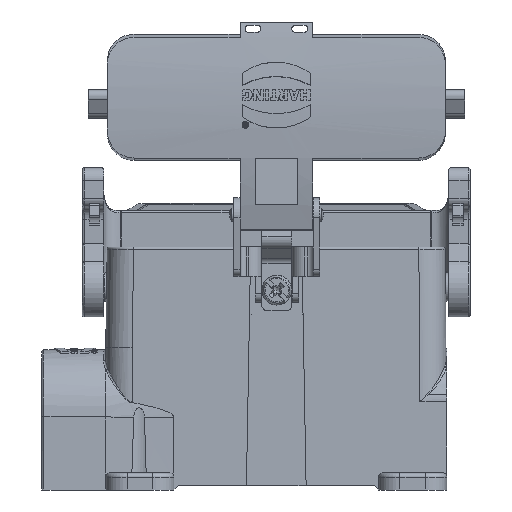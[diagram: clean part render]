
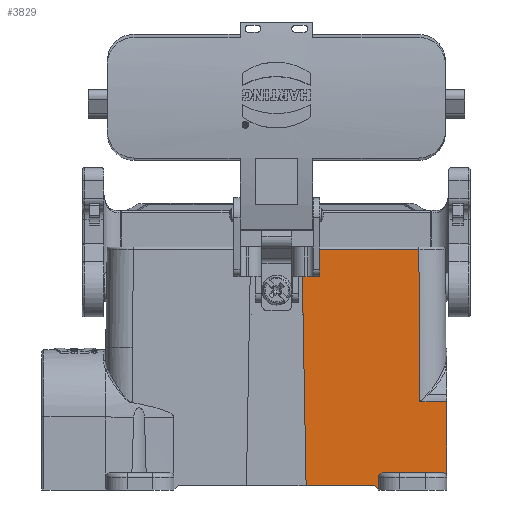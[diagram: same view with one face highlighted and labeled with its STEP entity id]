
A CAD part, front view. The second image highlights one B-rep face of the part: STEP entity #3829.
In plain terms, the highlighted planar face has unit normal (0, -1, 0.007).
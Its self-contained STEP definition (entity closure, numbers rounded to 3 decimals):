
#2630=CARTESIAN_POINT('',(24.,-15.454,-44.85));
#2631=VERTEX_POINT('',#2630);
#2638=CARTESIAN_POINT('',(24.,-15.475,-47.85));
#2639=VERTEX_POINT('',#2638);
#2640=CARTESIAN_POINT('',(24.,-15.454,-44.85));
#2641=DIRECTION('',(0.0,-0.007,-1.));
#2642=VECTOR('',#2641,3.);
#2643=LINE('',#2640,#2642);
#2644=EDGE_CURVE('',#2631,#2639,#2643,.T.);
#3741=CARTESIAN_POINT('',(40.0,-15.475,-47.85));
#3742=DIRECTION('',(0.0,-1.,0.007));
#3743=DIRECTION('',(0.0,-0.007,-1.));
#3744=AXIS2_PLACEMENT_3D('',#3741,#3742,#3743);
#3745=PLANE('',#3744);
#3746=CARTESIAN_POINT('',(40.0,-15.33,-27.134));
#3747=VERTEX_POINT('',#3746);
#3748=CARTESIAN_POINT('',(40.0,-15.454,-44.85));
#3749=VERTEX_POINT('',#3748);
#3750=CARTESIAN_POINT('',(40.0,-15.33,-27.134));
#3751=DIRECTION('',(0.0,-0.007,-1.));
#3752=VECTOR('',#3751,17.717);
#3753=LINE('',#3750,#3752);
#3754=EDGE_CURVE('',#3747,#3749,#3753,.T.);
#3755=ORIENTED_EDGE('',*,*,#3754,.F.);
#3756=CARTESIAN_POINT('',(33.673,-15.33,-27.134));
#3757=VERTEX_POINT('',#3756);
#3758=CARTESIAN_POINT('',(40.0,-15.33,-27.134));
#3759=DIRECTION('',(-1.0,0.0,0.0));
#3760=VECTOR('',#3759,6.327);
#3761=LINE('',#3758,#3760);
#3762=EDGE_CURVE('',#3747,#3757,#3761,.T.);
#3763=ORIENTED_EDGE('',*,*,#3762,.T.);
#3764=CARTESIAN_POINT('',(33.453,-15.078,8.654));
#3765=VERTEX_POINT('',#3764);
#3766=CARTESIAN_POINT('',(33.673,-15.33,-27.134));
#3767=DIRECTION('',(-0.006,0.007,1.));
#3768=VECTOR('',#3767,35.789);
#3769=LINE('',#3766,#3768);
#3770=EDGE_CURVE('',#3757,#3765,#3769,.T.);
#3771=ORIENTED_EDGE('',*,*,#3770,.T.);
#3772=CARTESIAN_POINT('',(6.009,-15.078,8.654));
#3773=VERTEX_POINT('',#3772);
#3774=CARTESIAN_POINT('',(33.453,-15.078,8.654));
#3775=DIRECTION('',(-1.0,0.0,0.0));
#3776=VECTOR('',#3775,27.444);
#3777=LINE('',#3774,#3776);
#3778=EDGE_CURVE('',#3765,#3773,#3777,.T.);
#3779=ORIENTED_EDGE('',*,*,#3778,.T.);
#3780=CARTESIAN_POINT('',(7.,-15.468,-46.85));
#3781=VERTEX_POINT('',#3780);
#3782=CARTESIAN_POINT('',(7.,-15.468,-46.85));
#3783=DIRECTION('',(-0.018,0.007,1.));
#3784=VECTOR('',#3783,55.514);
#3785=LINE('',#3782,#3784);
#3786=EDGE_CURVE('',#3781,#3773,#3785,.T.);
#3787=ORIENTED_EDGE('',*,*,#3786,.F.);
#3788=CARTESIAN_POINT('',(23.,-15.468,-46.85));
#3789=VERTEX_POINT('',#3788);
#3790=CARTESIAN_POINT('',(7.,-15.468,-46.85));
#3791=DIRECTION('',(1.0,0.0,0.0));
#3792=VECTOR('',#3791,16.);
#3793=LINE('',#3790,#3792);
#3794=EDGE_CURVE('',#3781,#3789,#3793,.T.);
#3795=ORIENTED_EDGE('',*,*,#3794,.T.);
#3796=CARTESIAN_POINT('',(23.,-15.468,-46.85));
#3797=DIRECTION('',(0.707,-0.005,-0.707));
#3798=VECTOR('',#3797,1.414);
#3799=LINE('',#3796,#3798);
#3800=EDGE_CURVE('',#3789,#2639,#3799,.T.);
#3801=ORIENTED_EDGE('',*,*,#3800,.T.);
#3802=ORIENTED_EDGE('',*,*,#2644,.F.);
#3803=CARTESIAN_POINT('',(24.473,-15.448,-44.0));
#3804=VERTEX_POINT('',#3803);
#3805=CARTESIAN_POINT('',(25.0,-15.454,-44.85));
#3806=DIRECTION('',(0.,1.,-0.007));
#3807=DIRECTION('',(0.,0.007,1.));
#3808=AXIS2_PLACEMENT_3D('',#3805,#3806,#3807);
#3809=ELLIPSE('',#3808,1.,1.0);
#3810=EDGE_CURVE('',#2631,#3804,#3809,.T.);
#3811=ORIENTED_EDGE('',*,*,#3810,.T.);
#3812=CARTESIAN_POINT('',(39.527,-15.448,-44.0));
#3813=VERTEX_POINT('',#3812);
#3814=CARTESIAN_POINT('',(24.473,-15.448,-44.0));
#3815=DIRECTION('',(1.0,0.0,0.0));
#3816=VECTOR('',#3815,15.054);
#3817=LINE('',#3814,#3816);
#3818=EDGE_CURVE('',#3804,#3813,#3817,.T.);
#3819=ORIENTED_EDGE('',*,*,#3818,.T.);
#3820=CARTESIAN_POINT('',(39.0,-15.454,-44.85));
#3821=DIRECTION('',(0.0,1.,-0.007));
#3822=DIRECTION('',(0.0,0.007,1.));
#3823=AXIS2_PLACEMENT_3D('',#3820,#3821,#3822);
#3824=ELLIPSE('',#3823,1.,1.0);
#3825=EDGE_CURVE('',#3813,#3749,#3824,.T.);
#3826=ORIENTED_EDGE('',*,*,#3825,.T.);
#3827=EDGE_LOOP('',(#3755,#3763,#3771,#3779,#3787,#3795,#3801,#3802,#3811,#3819,#3826));
#3828=FACE_OUTER_BOUND('',#3827,.T.);
#3829=ADVANCED_FACE('',(#3828),#3745,.T.);
